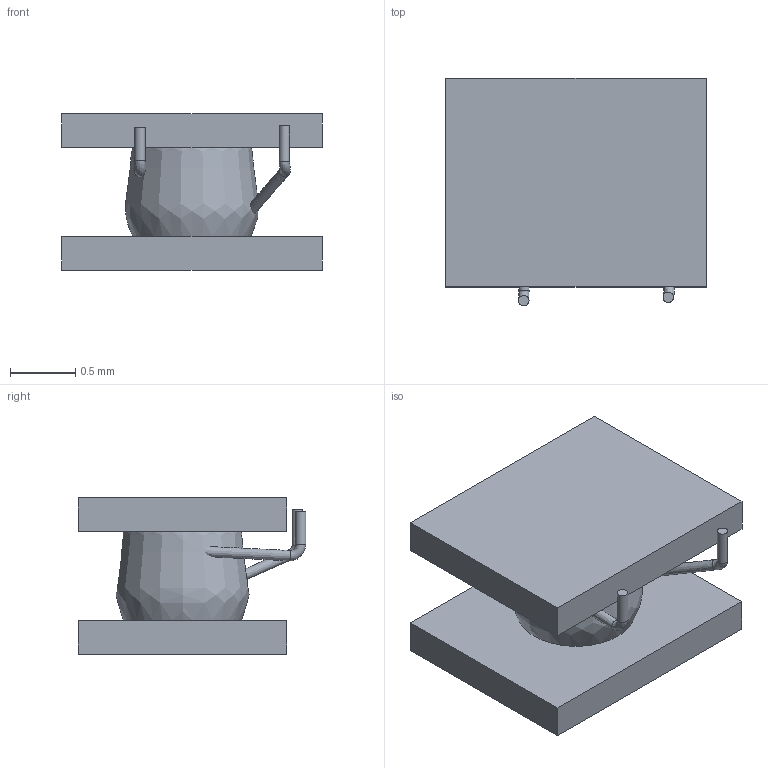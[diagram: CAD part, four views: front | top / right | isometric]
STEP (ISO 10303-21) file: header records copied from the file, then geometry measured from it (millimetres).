
FILE_DESCRIPTION(/* description */ (''),/* implementation_level */ '2;1');
FILE_NAME(/* name */ '251612',/* time_stamp */ '2014-05-08T17:31:44+08:00',/* author */ (''),/* organization */ (''),/* preprocessor_version */ 'ST-DEVELOPER v9',/* originating_system */ 'UGS - NX 4.0',/* authorisation */ '');
FILE_SCHEMA (('CONFIG_CONTROL_DESIGN'));
Length unit declared in the file: millimetre
Products named in the file (1): Admi42AE8s43
Bounding box: 2 x 1.75 x 1.2 mm (x, y, z)
Volume: 2.4 mm3; surface area: 24.6 mm2
Topology: 3 solids, 3 shells, 25 faces, 51 edges, 34 vertices
Faces by surface type: plane 16, bspline 5, cylinder 3, revolution 1
Full cylindrical faces by diameter (mm): 0.08 x2, 0.6 x1
Entity records: 1212 total; most frequent: CARTESIAN_POINT 690, DIRECTION 85, ORIENTED_EDGE 72, EDGE_LOOP 36, EDGE_CURVE 36, AXIS2_PLACEMENT_3D 30, VERTEX_POINT 28, ADVANCED_FACE 25
